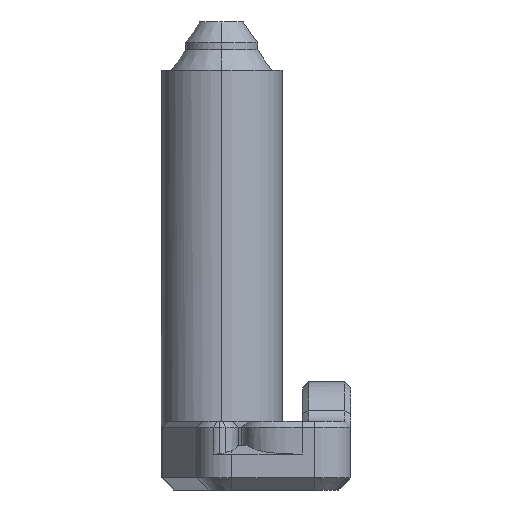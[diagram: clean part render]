
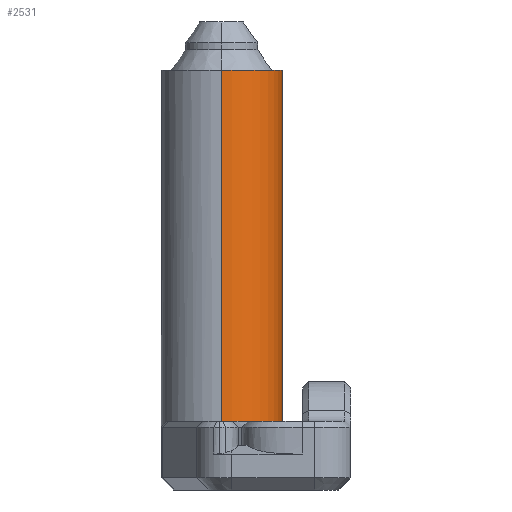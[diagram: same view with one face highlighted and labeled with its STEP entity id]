
A CAD part, left-side view. The second image highlights one B-rep face of the part: STEP entity #2531.
In plain terms, the highlighted cylindrical face has radius 5 mm (diameter 10 mm), a partial arc.
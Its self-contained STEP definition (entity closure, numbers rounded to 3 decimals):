
#99 = EDGE_CURVE ( 'NONE', #5814, #4228, #1521, .T. ) ;
#184 = CARTESIAN_POINT ( 'NONE',  ( -48., 10.7, -74.947 ) ) ;
#227 = CARTESIAN_POINT ( 'NONE',  ( -53., 10.7, -29. ) ) ;
#480 = DIRECTION ( 'NONE',  ( 1., 0., 0. ) ) ;
#701 = ORIENTED_EDGE ( 'NONE', *, *, #2975, .F. ) ;
#1112 = DIRECTION ( 'NONE',  ( 0., 0., 1. ) ) ;
#1187 = CIRCLE ( 'NONE', #3633, 5. ) ;
#1190 = CYLINDRICAL_SURFACE ( 'NONE', #1252, 5. ) ;
#1224 = DIRECTION ( 'NONE',  ( 0., 0., 1. ) ) ;
#1252 = AXIS2_PLACEMENT_3D ( 'NONE', #184, #1224, #2888 ) ;
#1333 = CARTESIAN_POINT ( 'NONE',  ( -43., 10.7, -29. ) ) ;
#1341 = LINE ( 'NONE', #6723, #4512 ) ;
#1421 = CARTESIAN_POINT ( 'NONE',  ( -48., 10.7, -29. ) ) ;
#1507 = EDGE_CURVE ( 'NONE', #6608, #3057, #1187, .T. ) ;
#1521 = CIRCLE ( 'NONE', #6508, 5. ) ;
#1574 = VECTOR ( 'NONE', #1112, 1000. ) ;
#1591 = CARTESIAN_POINT ( 'NONE',  ( -53., 10.7, 0. ) ) ;
#1865 = EDGE_LOOP ( 'NONE', ( #701, #2414, #3401, #4589 ) ) ;
#2050 = CARTESIAN_POINT ( 'NONE',  ( -48., 10.7, 0. ) ) ;
#2414 = ORIENTED_EDGE ( 'NONE', *, *, #99, .T. ) ;
#2531 = ADVANCED_FACE ( 'NONE', ( #3872 ), #1190, .T. ) ;
#2888 = DIRECTION ( 'NONE',  ( 1., 0., 0. ) ) ;
#2975 = EDGE_CURVE ( 'NONE', #5814, #6608, #1341, .T. ) ;
#3057 = VERTEX_POINT ( 'NONE', #3953 ) ;
#3401 = ORIENTED_EDGE ( 'NONE', *, *, #3468, .T. ) ;
#3468 = EDGE_CURVE ( 'NONE', #4228, #3057, #4431, .T. ) ;
#3633 = AXIS2_PLACEMENT_3D ( 'NONE', #2050, #4227, #480 ) ;
#3872 = FACE_OUTER_BOUND ( 'NONE', #1865, .T. ) ;
#3953 = CARTESIAN_POINT ( 'NONE',  ( -43., 10.7, 0. ) ) ;
#4227 = DIRECTION ( 'NONE',  ( 0., 0., 1. ) ) ;
#4228 = VERTEX_POINT ( 'NONE', #1333 ) ;
#4366 = CARTESIAN_POINT ( 'NONE',  ( -43., 10.7, -74.947 ) ) ;
#4431 = LINE ( 'NONE', #4366, #1574 ) ;
#4512 = VECTOR ( 'NONE', #5157, 1000. ) ;
#4589 = ORIENTED_EDGE ( 'NONE', *, *, #1507, .F. ) ;
#5157 = DIRECTION ( 'NONE',  ( 0., 0., 1. ) ) ;
#5697 = DIRECTION ( 'NONE',  ( -1., 0., 0. ) ) ;
#5814 = VERTEX_POINT ( 'NONE', #227 ) ;
#6508 = AXIS2_PLACEMENT_3D ( 'NONE', #1421, #6866, #5697 ) ;
#6608 = VERTEX_POINT ( 'NONE', #1591 ) ;
#6723 = CARTESIAN_POINT ( 'NONE',  ( -53., 10.7, -74.947 ) ) ;
#6866 = DIRECTION ( 'NONE',  ( 0., 0., 1. ) ) ;
